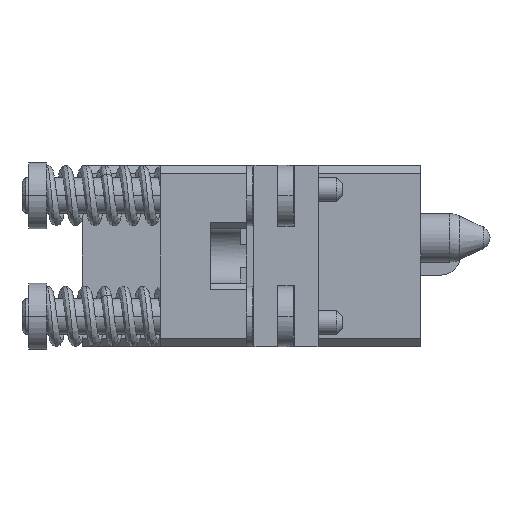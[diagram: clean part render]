
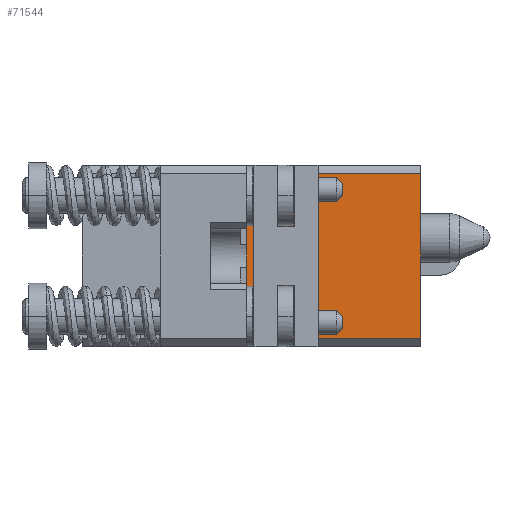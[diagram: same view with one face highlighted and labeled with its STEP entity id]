
A CAD part, left-side view. The second image highlights one B-rep face of the part: STEP entity #71544.
In plain terms, the highlighted planar face has unit normal (-1, 0, 0).
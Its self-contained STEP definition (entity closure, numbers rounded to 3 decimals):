
#135=DIRECTION('',(0.,0.,1.));
#136=VECTOR('',#135,13.632);
#137=CARTESIAN_POINT('',(-22.251,-14.016,-6.816));
#138=LINE('',#137,#136);
#19127=DIRECTION('',(0.,1.,0.));
#19128=VECTOR('',#19127,14.4);
#19129=CARTESIAN_POINT('',(-22.251,-14.016,6.816));
#19130=LINE('',#19129,#19128);
#19135=DIRECTION('',(0.,0.,1.));
#19136=VECTOR('',#19135,13.632);
#19137=CARTESIAN_POINT('',(-22.251,0.384,-6.816));
#19138=LINE('',#19137,#19136);
#19139=DIRECTION('',(0.,1.,0.));
#19140=VECTOR('',#19139,14.4);
#19141=CARTESIAN_POINT('',(-22.251,-14.016,-6.816));
#19142=LINE('',#19141,#19140);
#38321=CARTESIAN_POINT('',(-22.251,-14.016,-6.816));
#38322=CARTESIAN_POINT('',(-22.251,0.384,-6.816));
#38323=VERTEX_POINT('',#38321);
#38324=VERTEX_POINT('',#38322);
#38341=CARTESIAN_POINT('',(-22.251,-14.016,6.816));
#38342=CARTESIAN_POINT('',(-22.251,0.384,6.816));
#38343=VERTEX_POINT('',#38341);
#38344=VERTEX_POINT('',#38342);
#71532=CARTESIAN_POINT('',(-22.251,-13.99,-7.505));
#71533=DIRECTION('',(-1.,0.,0.));
#71534=DIRECTION('',(0.,0.,1.));
#71535=AXIS2_PLACEMENT_3D('',#71532,#71533,#71534);
#71536=PLANE('',#71535);
#71537=ORIENTED_EDGE('',*,*,#71439,.T.);
#71538=ORIENTED_EDGE('',*,*,#71526,.F.);
#71539=ORIENTED_EDGE('',*,*,#47542,.F.);
#71541=ORIENTED_EDGE('',*,*,#71540,.T.);
#71542=EDGE_LOOP('',(#71537,#71538,#71539,#71541));
#71543=FACE_OUTER_BOUND('',#71542,.F.);
#71544=ADVANCED_FACE('',(#71543),#71536,.T.);
#47542=EDGE_CURVE('',#38323,#38343,#138,.T.);
#71439=EDGE_CURVE('',#38324,#38344,#19138,.T.);
#71526=EDGE_CURVE('',#38343,#38344,#19130,.T.);
#71540=EDGE_CURVE('',#38323,#38324,#19142,.T.);
